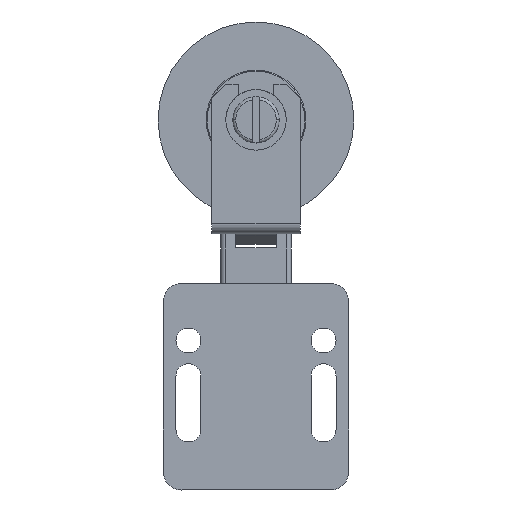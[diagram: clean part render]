
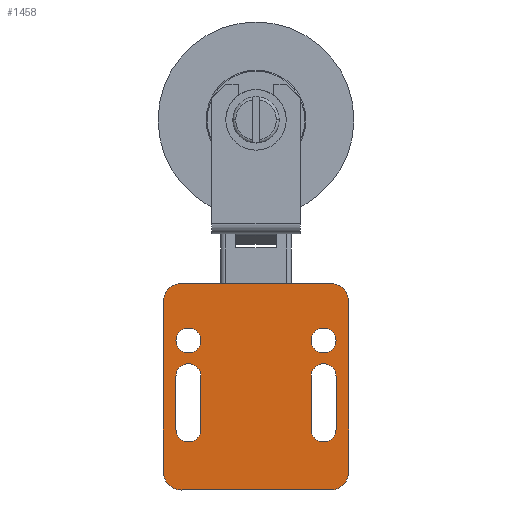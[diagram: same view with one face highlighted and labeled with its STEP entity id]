
A CAD part, left-side view. The second image highlights one B-rep face of the part: STEP entity #1458.
In plain terms, the highlighted planar face has unit normal (-1, 0, 0).
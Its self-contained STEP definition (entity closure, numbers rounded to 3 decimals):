
#1458=ADVANCED_FACE('',(#2979,#2980,#2981,#2982,#2983),#2984,.F.);
#2979=FACE_BOUND('',#4529,.T.);
#2980=FACE_BOUND('',#4530,.T.);
#2981=FACE_BOUND('',#4531,.T.);
#2982=FACE_BOUND('',#4532,.T.);
#2983=FACE_OUTER_BOUND('',#4533,.T.);
#2984=PLANE('',#4534);
#4529=EDGE_LOOP('',(#8809,#8810));
#4530=EDGE_LOOP('',(#8811,#8812));
#4531=EDGE_LOOP('',(#8813,#8814,#8815,#8816));
#4532=EDGE_LOOP('',(#8817,#8818,#8819,#8820));
#4533=EDGE_LOOP('',(#8821,#8822,#8823,#8824,#8825,#8826,#8827,#8828));
#4534=AXIS2_PLACEMENT_3D('',#8829,#8830,#8831);
#8809=ORIENTED_EDGE('',*,*,#10642,.T.);
#8810=ORIENTED_EDGE('',*,*,#10681,.T.);
#8811=ORIENTED_EDGE('',*,*,#10647,.T.);
#8812=ORIENTED_EDGE('',*,*,#10682,.T.);
#8813=ORIENTED_EDGE('',*,*,#10650,.T.);
#8814=ORIENTED_EDGE('',*,*,#10683,.T.);
#8815=ORIENTED_EDGE('',*,*,#10655,.T.);
#8816=ORIENTED_EDGE('',*,*,#10684,.T.);
#8817=ORIENTED_EDGE('',*,*,#10660,.T.);
#8818=ORIENTED_EDGE('',*,*,#10685,.T.);
#8819=ORIENTED_EDGE('',*,*,#10665,.T.);
#8820=ORIENTED_EDGE('',*,*,#10686,.T.);
#8821=ORIENTED_EDGE('',*,*,#10687,.F.);
#8822=ORIENTED_EDGE('',*,*,#10688,.F.);
#8823=ORIENTED_EDGE('',*,*,#10689,.F.);
#8824=ORIENTED_EDGE('',*,*,#10690,.F.);
#8825=ORIENTED_EDGE('',*,*,#10691,.F.);
#8826=ORIENTED_EDGE('',*,*,#10692,.F.);
#8827=ORIENTED_EDGE('',*,*,#10693,.F.);
#8828=ORIENTED_EDGE('',*,*,#10694,.F.);
#8829=CARTESIAN_POINT('',(0.0,0.,29.0));
#8830=DIRECTION('',(1.0,0.0,0.0));
#8831=DIRECTION('',(0.0,1.0,0.0));
#10642=EDGE_CURVE('',#13121,#13125,#13127,.T.);
#10647=EDGE_CURVE('',#13130,#13134,#13136,.T.);
#10650=EDGE_CURVE('',#13141,#13138,#13142,.T.);
#10655=EDGE_CURVE('',#13150,#13147,#13151,.T.);
#10660=EDGE_CURVE('',#13159,#13156,#13160,.T.);
#10665=EDGE_CURVE('',#13168,#13165,#13169,.T.);
#10681=EDGE_CURVE('',#13125,#13121,#13191,.T.);
#10682=EDGE_CURVE('',#13134,#13130,#13192,.T.);
#10683=EDGE_CURVE('',#13138,#13150,#13193,.T.);
#10684=EDGE_CURVE('',#13147,#13141,#13194,.T.);
#10685=EDGE_CURVE('',#13156,#13168,#13195,.T.);
#10686=EDGE_CURVE('',#13165,#13159,#13196,.T.);
#10687=EDGE_CURVE('',#13197,#13198,#13199,.T.);
#10688=EDGE_CURVE('',#13200,#13197,#13201,.T.);
#10689=EDGE_CURVE('',#13202,#13200,#13203,.T.);
#10690=EDGE_CURVE('',#13204,#13202,#13205,.T.);
#10691=EDGE_CURVE('',#13206,#13204,#13207,.T.);
#10692=EDGE_CURVE('',#13208,#13206,#13209,.T.);
#10693=EDGE_CURVE('',#13210,#13208,#13211,.T.);
#10694=EDGE_CURVE('',#13198,#13210,#13212,.T.);
#13121=VERTEX_POINT('',#16650);
#13125=VERTEX_POINT('',#16655);
#13127=CIRCLE('',#16658,3.5);
#13130=VERTEX_POINT('',#16661);
#13134=VERTEX_POINT('',#16666);
#13136=CIRCLE('',#16669,3.5);
#13138=VERTEX_POINT('',#16671);
#13141=VERTEX_POINT('',#16675);
#13142=CIRCLE('',#16676,3.5);
#13147=VERTEX_POINT('',#16682);
#13150=VERTEX_POINT('',#16686);
#13151=CIRCLE('',#16687,3.5);
#13156=VERTEX_POINT('',#16693);
#13159=VERTEX_POINT('',#16697);
#13160=CIRCLE('',#16698,3.5);
#13165=VERTEX_POINT('',#16704);
#13168=VERTEX_POINT('',#16708);
#13169=CIRCLE('',#16709,3.5);
#13191=CIRCLE('',#16736,3.5);
#13192=CIRCLE('',#16737,3.5);
#13193=LINE('',#16738,#16739);
#13194=LINE('',#16740,#16741);
#13195=LINE('',#16742,#16743);
#13196=LINE('',#16744,#16745);
#13197=VERTEX_POINT('',#16746);
#13198=VERTEX_POINT('',#16747);
#13199=LINE('',#16748,#16749);
#13200=VERTEX_POINT('',#16750);
#13201=CIRCLE('',#16751,5.0);
#13202=VERTEX_POINT('',#16752);
#13203=LINE('',#16753,#16754);
#13204=VERTEX_POINT('',#16755);
#13205=CIRCLE('',#16756,5.0);
#13206=VERTEX_POINT('',#16757);
#13207=LINE('',#16758,#16759);
#13208=VERTEX_POINT('',#16760);
#13209=CIRCLE('',#16761,5.0);
#13210=VERTEX_POINT('',#16762);
#13211=LINE('',#16763,#16764);
#13212=CIRCLE('',#16765,5.0);
#16650=CARTESIAN_POINT('',(0.0,-15.5,42.0));
#16655=CARTESIAN_POINT('',(0.0,-22.5,42.0));
#16658=AXIS2_PLACEMENT_3D('',#18906,#18907,#18908);
#16661=CARTESIAN_POINT('',(0.0,22.5,42.0));
#16666=CARTESIAN_POINT('',(0.0,15.5,42.0));
#16669=AXIS2_PLACEMENT_3D('',#18914,#18915,#18916);
#16671=CARTESIAN_POINT('',(0.0,-15.5,17.));
#16675=CARTESIAN_POINT('',(0.0,-22.5,17.));
#16676=AXIS2_PLACEMENT_3D('',#18918,#18919,#18920);
#16682=CARTESIAN_POINT('',(0.0,-22.5,32.));
#16686=CARTESIAN_POINT('',(0.0,-15.5,32.));
#16687=AXIS2_PLACEMENT_3D('',#18926,#18927,#18928);
#16693=CARTESIAN_POINT('',(0.0,22.5,17.));
#16697=CARTESIAN_POINT('',(0.0,15.5,17.));
#16698=AXIS2_PLACEMENT_3D('',#18934,#18935,#18936);
#16704=CARTESIAN_POINT('',(0.0,15.5,32.));
#16708=CARTESIAN_POINT('',(0.0,22.5,32.));
#16709=AXIS2_PLACEMENT_3D('',#18942,#18943,#18944);
#16736=AXIS2_PLACEMENT_3D('',#18965,#18966,#18967);
#16737=AXIS2_PLACEMENT_3D('',#18968,#18969,#18970);
#16738=CARTESIAN_POINT('',(0.0,-15.5,24.875));
#16739=VECTOR('',#18971,1.0);
#16740=CARTESIAN_POINT('',(0.0,-22.5,26.75));
#16741=VECTOR('',#18972,1.0);
#16742=CARTESIAN_POINT('',(0.0,22.5,24.875));
#16743=VECTOR('',#18973,1.0);
#16744=CARTESIAN_POINT('',(0.0,15.5,26.75));
#16745=VECTOR('',#18974,1.0);
#16746=CARTESIAN_POINT('',(0.0,-21.,0.));
#16747=CARTESIAN_POINT('',(0.0,21.0,0.0));
#16748=CARTESIAN_POINT('',(0.0,0.0,0.0));
#16749=VECTOR('',#18975,1.0);
#16750=CARTESIAN_POINT('',(0.0,-26.0,5.0));
#16751=AXIS2_PLACEMENT_3D('',#18976,#18977,#18978);
#16752=CARTESIAN_POINT('',(0.0,-26.,53.));
#16753=CARTESIAN_POINT('',(0.0,-26.0,53.0));
#16754=VECTOR('',#18979,1.0);
#16755=CARTESIAN_POINT('',(0.0,-21.0,58.0));
#16756=AXIS2_PLACEMENT_3D('',#18980,#18981,#18982);
#16757=CARTESIAN_POINT('',(0.0,21.,58.));
#16758=CARTESIAN_POINT('',(0.0,21.0,58.0));
#16759=VECTOR('',#18983,1.0);
#16760=CARTESIAN_POINT('',(0.0,26.0,53.0));
#16761=AXIS2_PLACEMENT_3D('',#18984,#18985,#18986);
#16762=CARTESIAN_POINT('',(0.0,26.,5.));
#16763=CARTESIAN_POINT('',(0.0,26.0,5.0));
#16764=VECTOR('',#18987,1.0);
#16765=AXIS2_PLACEMENT_3D('',#18988,#18989,#18990);
#18906=CARTESIAN_POINT('',(0.0,-19.0,42.0));
#18907=DIRECTION('',(1.0,0.0,0.0));
#18908=DIRECTION('',(0.0,1.0,0.0));
#18914=CARTESIAN_POINT('',(0.0,19.0,42.0));
#18915=DIRECTION('',(1.0,0.0,0.0));
#18916=DIRECTION('',(0.0,1.0,0.0));
#18918=CARTESIAN_POINT('',(0.0,-19.0,17.));
#18919=DIRECTION('',(1.0,0.0,0.0));
#18920=DIRECTION('',(0.0,-1.,0.));
#18926=CARTESIAN_POINT('',(0.0,-19.0,32.));
#18927=DIRECTION('',(1.0,0.0,0.0));
#18928=DIRECTION('',(0.0,1.,0.));
#18934=CARTESIAN_POINT('',(0.0,19.0,17.));
#18935=DIRECTION('',(1.0,0.0,0.0));
#18936=DIRECTION('',(0.0,-1.,0.));
#18942=CARTESIAN_POINT('',(0.0,19.0,32.));
#18943=DIRECTION('',(1.0,0.0,0.0));
#18944=DIRECTION('',(0.0,1.,0.));
#18965=CARTESIAN_POINT('',(0.0,-19.0,42.0));
#18966=DIRECTION('',(1.0,0.0,0.0));
#18967=DIRECTION('',(0.0,1.0,0.0));
#18968=CARTESIAN_POINT('',(0.0,19.0,42.0));
#18969=DIRECTION('',(1.0,0.0,0.0));
#18970=DIRECTION('',(0.0,1.0,0.0));
#18971=DIRECTION('',(0.0,0.0,1.0));
#18972=DIRECTION('',(0.0,0.0,-1.0));
#18973=DIRECTION('',(0.0,0.0,1.0));
#18974=DIRECTION('',(0.0,0.0,-1.0));
#18975=DIRECTION('',(0.0,1.0,0.0));
#18976=CARTESIAN_POINT('',(0.0,-21.,5.));
#18977=DIRECTION('',(1.0,0.0,0.0));
#18978=DIRECTION('',(0.0,-1.0,0.));
#18979=DIRECTION('',(0.0,0.0,-1.0));
#18980=CARTESIAN_POINT('',(0.0,-21.,53.));
#18981=DIRECTION('',(1.0,0.0,0.0));
#18982=DIRECTION('',(0.0,0.,1.0));
#18983=DIRECTION('',(0.0,-1.0,0.0));
#18984=CARTESIAN_POINT('',(0.0,21.,53.));
#18985=DIRECTION('',(1.0,0.0,-0.0));
#18986=DIRECTION('',(0.0,1.0,0.));
#18987=DIRECTION('',(0.0,0.0,1.0));
#18988=CARTESIAN_POINT('',(0.0,21.,5.));
#18989=DIRECTION('',(1.0,0.0,0.0));
#18990=DIRECTION('',(0.0,0.,-1.0));
